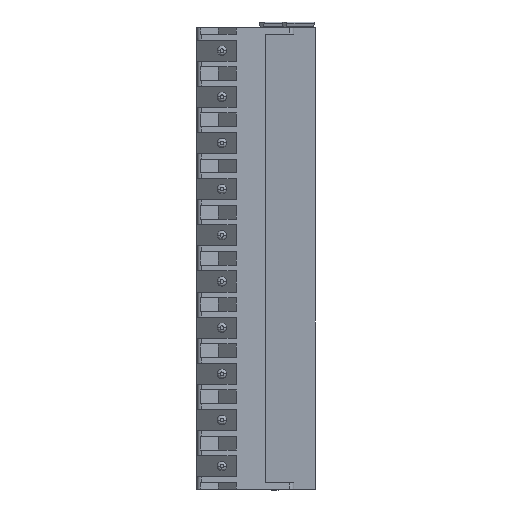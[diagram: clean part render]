
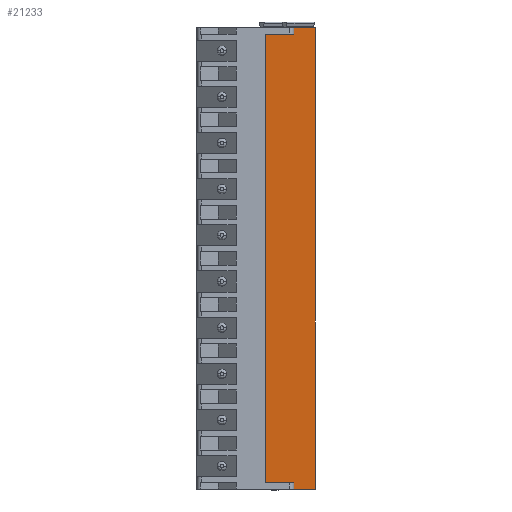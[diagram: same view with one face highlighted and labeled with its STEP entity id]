
A CAD part, front view. The second image highlights one B-rep face of the part: STEP entity #21233.
In plain terms, the highlighted planar face has unit normal (0.82, -0.572, 0).
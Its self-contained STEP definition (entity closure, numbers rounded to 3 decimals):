
#64=DIRECTION('',(0.572,0.82,0.));
#65=VECTOR('',#64,4.018);
#66=CARTESIAN_POINT('',(6.25,4.448,47.5));
#67=LINE('',#66,#65);
#4801=DIRECTION('',(0.572,0.82,0.));
#4802=VECTOR('',#4801,5.425);
#4803=CARTESIAN_POINT('',(3.145,0.,46.8));
#4804=LINE('',#4803,#4802);
#4805=DIRECTION('',(0.,0.,-1.));
#4806=VECTOR('',#4805,0.7);
#4807=CARTESIAN_POINT('',(6.25,4.448,47.5));
#4808=LINE('',#4807,#4806);
#4809=DIRECTION('',(0.,0.,1.));
#4810=VECTOR('',#4809,0.7);
#4811=CARTESIAN_POINT('',(6.25,4.448,-2.5));
#4812=LINE('',#4811,#4810);
#4813=DIRECTION('',(0.572,0.82,0.));
#4814=VECTOR('',#4813,5.425);
#4815=CARTESIAN_POINT('',(3.145,0.,-1.8));
#4816=LINE('',#4815,#4814);
#4817=DIRECTION('',(0.,0.,-1.));
#4818=VECTOR('',#4817,48.6);
#4819=CARTESIAN_POINT('',(3.145,0.,46.8));
#4820=LINE('',#4819,#4818);
#4834=DIRECTION('',(0.,0.,-1.));
#4835=VECTOR('',#4834,50.);
#4836=CARTESIAN_POINT('',(8.55,7.743,47.5));
#4837=LINE('',#4836,#4835);
#4923=DIRECTION('',(0.572,0.82,0.));
#4924=VECTOR('',#4923,4.018);
#4925=CARTESIAN_POINT('',(6.25,4.448,-2.5));
#4926=LINE('',#4925,#4924);
#12016=CARTESIAN_POINT('',(8.55,7.743,47.5));
#12018=VERTEX_POINT('',#12016);
#12040=CARTESIAN_POINT('',(8.55,7.743,-2.5));
#12042=VERTEX_POINT('',#12040);
#12676=CARTESIAN_POINT('',(3.145,0.,-1.8));
#12677=CARTESIAN_POINT('',(6.25,4.448,-1.8));
#12678=VERTEX_POINT('',#12676);
#12679=VERTEX_POINT('',#12677);
#12680=CARTESIAN_POINT('',(6.25,4.448,-2.5));
#12681=VERTEX_POINT('',#12680);
#12690=CARTESIAN_POINT('',(3.145,0.,46.8));
#12691=CARTESIAN_POINT('',(6.25,4.448,46.8));
#12692=VERTEX_POINT('',#12690);
#12693=VERTEX_POINT('',#12691);
#12694=CARTESIAN_POINT('',(6.25,4.448,47.5));
#12695=VERTEX_POINT('',#12694);
#21213=CARTESIAN_POINT('',(3.145,0.,47.5));
#21214=DIRECTION('',(0.82,-0.572,0.));
#21215=DIRECTION('',(0.572,0.82,0.));
#21216=AXIS2_PLACEMENT_3D('',#21213,#21214,#21215);
#21217=PLANE('',#21216);
#21219=ORIENTED_EDGE('',*,*,#21218,.T.);
#21220=ORIENTED_EDGE('',*,*,#21204,.F.);
#21221=ORIENTED_EDGE('',*,*,#15557,.T.);
#21223=ORIENTED_EDGE('',*,*,#21222,.T.);
#21225=ORIENTED_EDGE('',*,*,#21224,.F.);
#21227=ORIENTED_EDGE('',*,*,#21226,.T.);
#21229=ORIENTED_EDGE('',*,*,#21228,.F.);
#21230=ORIENTED_EDGE('',*,*,#21014,.F.);
#21231=EDGE_LOOP('',(#21219,#21220,#21221,#21223,#21225,#21227,#21229,#21230));
#21232=FACE_OUTER_BOUND('',#21231,.F.);
#15557=EDGE_CURVE('',#12695,#12018,#67,.T.);
#21014=EDGE_CURVE('',#12692,#12678,#4820,.T.);
#21204=EDGE_CURVE('',#12695,#12693,#4808,.T.);
#21218=EDGE_CURVE('',#12692,#12693,#4804,.T.);
#21222=EDGE_CURVE('',#12018,#12042,#4837,.T.);
#21224=EDGE_CURVE('',#12681,#12042,#4926,.T.);
#21226=EDGE_CURVE('',#12681,#12679,#4812,.T.);
#21228=EDGE_CURVE('',#12678,#12679,#4816,.T.);
#21233=ADVANCED_FACE('',(#21232),#21217,.T.);
